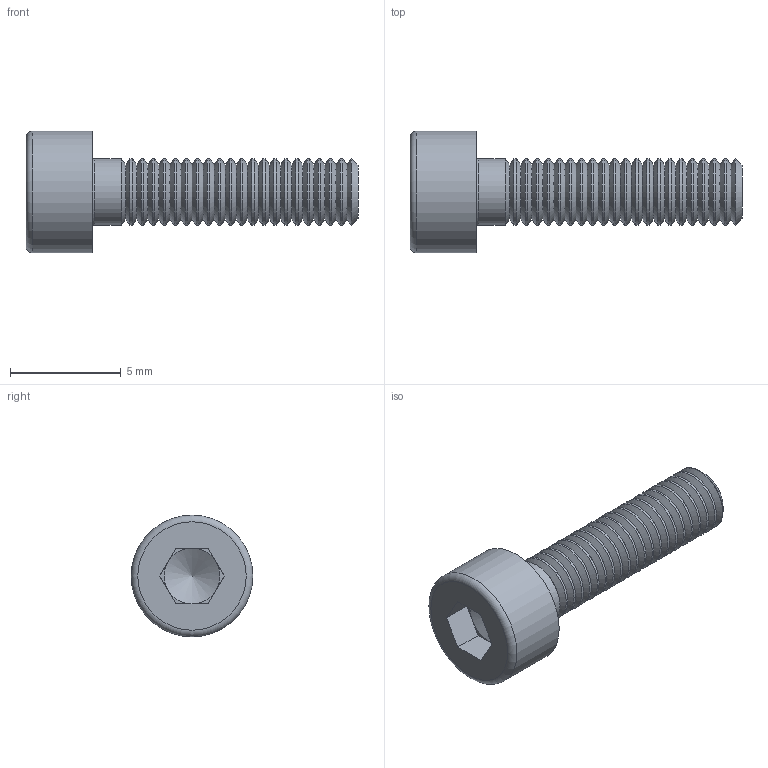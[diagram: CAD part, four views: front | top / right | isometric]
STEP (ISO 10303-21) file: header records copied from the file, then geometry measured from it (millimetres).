
FILE_DESCRIPTION (( 'STEP AP203' ), '1' );
FILE_NAME ('Âèíò ñ âíóòðåííèì øåñòèãðàííèêîì DIN912 Ì3õ12 ÷åðíûé (ïîëíàÿ ðåçüáà).STEP', '2024-03-26T06:59:38', ( '' ), ( '' ), 'SwSTEP 2.0', 'SolidWorks 2021', '' );
FILE_SCHEMA (( 'CONFIG_CONTROL_DESIGN' ));
Length unit declared in the file: millimetre
Products named in the file (1): Âèíò ñ âíóòðåííèì øåñòèãðàííèêîì DIN912 Ì3õ12 ÷åðíûé (ïîëíàÿ ðåçüáà)
Bounding box: 15 x 5.5 x 5.5 mm (x, y, z)
Volume: 136.9 mm3; surface area: 265.4 mm2
Topology: 1 solids, 1 shells, 84 faces, 172 edges, 91 vertices
Faces by surface type: cone 44, cylinder 23, plane 15, torus 2
Full cylindrical faces by diameter (mm): 3 x22, 5.5 x1
Entity records: 1849 total; most frequent: DIRECTION 346, CARTESIAN_POINT 273, ORIENTED_EDGE 200, AXIS2_PLACEMENT_3D 161, EDGE_LOOP 154, FACE_OUTER_BOUND 109, EDGE_CURVE 100, VERTEX_POINT 88
